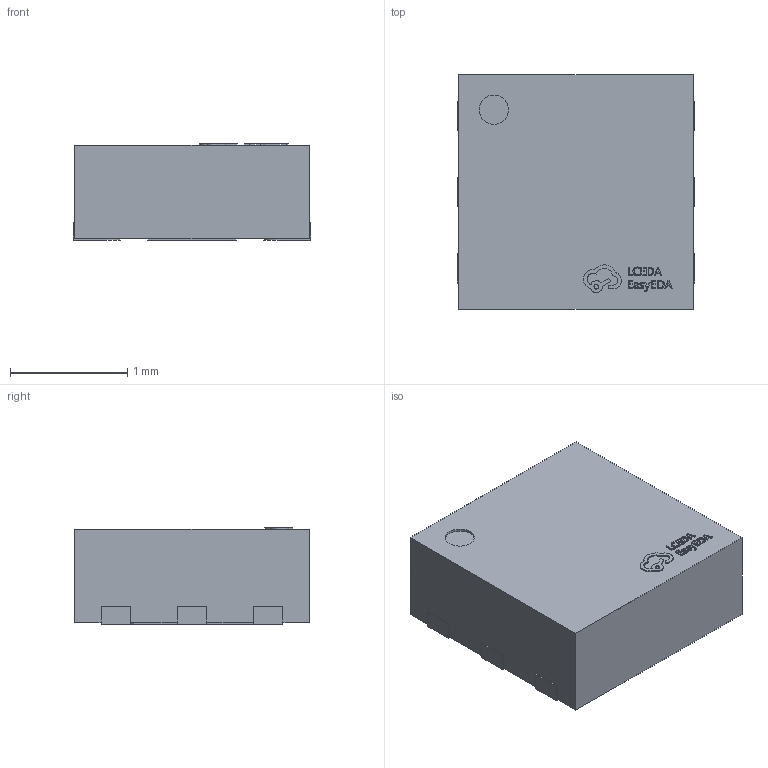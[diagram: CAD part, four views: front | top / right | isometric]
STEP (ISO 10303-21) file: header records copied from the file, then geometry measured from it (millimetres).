
FILE_DESCRIPTION (( 'STEP AP214' ), '1' );
FILE_NAME ('TDFN-6_L2.0-W2.0-H0.8-P0.65.step', '2022-06-30T13:53:31', ( '' ), ( '' ), 'SwSTEP 2.0', 'SolidWorks 2020', '' );
FILE_SCHEMA (( 'AUTOMOTIVE_DESIGN' ));
Length unit declared in the file: millimetre
Products named in the file (1): TDFN-6_L2.0-W2.0-H0.8-P0.65
Bounding box: 2.02 x 2 x 0.82 mm (x, y, z)
Volume: 3.2 mm3; surface area: 14.6 mm2
Topology: 1 solids, 1 shells, 278 faces, 765 edges, 510 vertices
Faces by surface type: plane 169, bspline 98, cylinder 11
Entity records: 11880 total; most frequent: CARTESIAN_POINT 2860, ORIENTED_EDGE 1530, DIRECTION 949, EDGE_CURVE 765, VECTOR 543, LINE 543, VERTEX_POINT 510, EDGE_LOOP 299
